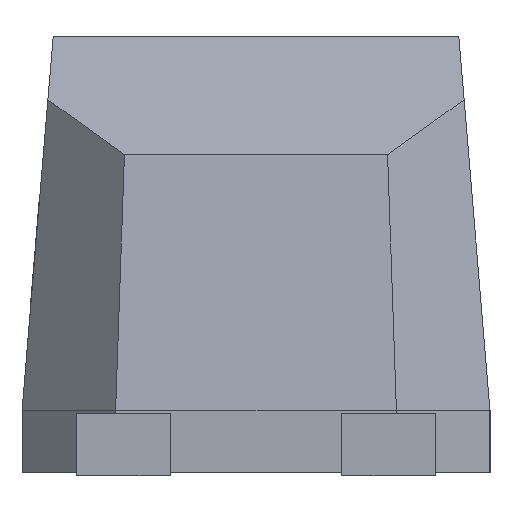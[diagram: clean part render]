
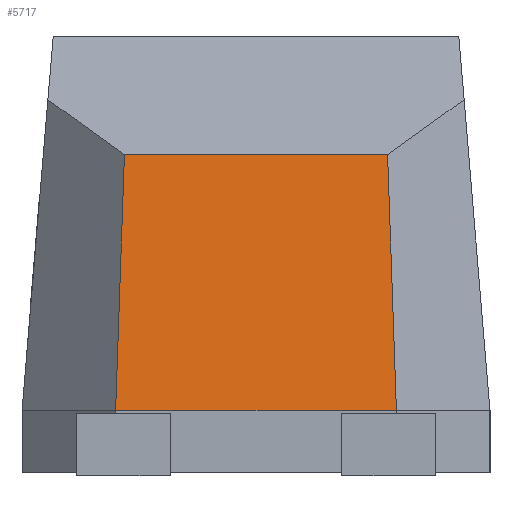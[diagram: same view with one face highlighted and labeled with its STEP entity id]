
A CAD part, left-side view. The second image highlights one B-rep face of the part: STEP entity #5717.
In plain terms, the highlighted planar face has unit normal (-0.997, 0, 0.083).
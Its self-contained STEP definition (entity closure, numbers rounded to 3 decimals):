
#659 = LINE ( 'NONE', #11952, #3422 ) ;
#711 = CARTESIAN_POINT ( 'NONE',  ( -3.35, 0.45, 0.21 ) ) ;
#872 = VECTOR ( 'NONE', #5193, 1000. ) ;
#1067 = LINE ( 'NONE', #8979, #6390 ) ;
#1125 = CARTESIAN_POINT ( 'NONE',  ( -3.249, -0.408, 1.424 ) ) ;
#1854 = CARTESIAN_POINT ( 'NONE',  ( -3.35, 0.45, 0.21 ) ) ;
#2532 = AXIS2_PLACEMENT_3D ( 'NONE', #6067, #10913, #4056 ) ;
#2974 = ORIENTED_EDGE ( 'NONE', *, *, #3498, .T. ) ;
#3422 = VECTOR ( 'NONE', #9996, 1000. ) ;
#3498 = EDGE_CURVE ( 'NONE', #12337, #10514, #1067, .T. ) ;
#3749 = ORIENTED_EDGE ( 'NONE', *, *, #10626, .F. ) ;
#3859 = CARTESIAN_POINT ( 'NONE',  ( -3.282, 0.422, 1.029 ) ) ;
#4056 = DIRECTION ( 'NONE',  ( 0., 1., 0. ) ) ;
#5193 = DIRECTION ( 'NONE',  ( -0.083, -0.034, -0.996 ) ) ;
#5717 = ADVANCED_FACE ( 'NONE', ( #10969 ), #11896, .T. ) ;
#6067 = CARTESIAN_POINT ( 'NONE',  ( -3.25, 0., 1.41 ) ) ;
#6390 = VECTOR ( 'NONE', #6961, 1000. ) ;
#6780 = DIRECTION ( 'NONE',  ( 0., 1., 0. ) ) ;
#6940 = VERTEX_POINT ( 'NONE', #8325 ) ;
#6961 = DIRECTION ( 'NONE',  ( -0.083, 0.034, -0.996 ) ) ;
#7731 = EDGE_LOOP ( 'NONE', ( #3749, #8650, #2974, #9258 ) ) ;
#8167 = LINE ( 'NONE', #1125, #872 ) ;
#8229 = VERTEX_POINT ( 'NONE', #9456 ) ;
#8325 = CARTESIAN_POINT ( 'NONE',  ( -3.35, -0.45, 0.21 ) ) ;
#8650 = ORIENTED_EDGE ( 'NONE', *, *, #10468, .T. ) ;
#8979 = CARTESIAN_POINT ( 'NONE',  ( -3.244, 0.406, 1.479 ) ) ;
#9120 = EDGE_CURVE ( 'NONE', #6940, #10514, #11996, .T. ) ;
#9258 = ORIENTED_EDGE ( 'NONE', *, *, #9120, .F. ) ;
#9456 = CARTESIAN_POINT ( 'NONE',  ( -3.282, -0.422, 1.029 ) ) ;
#9996 = DIRECTION ( 'NONE',  ( 0., 1., 0. ) ) ;
#10468 = EDGE_CURVE ( 'NONE', #8229, #12337, #659, .T. ) ;
#10514 = VERTEX_POINT ( 'NONE', #1854 ) ;
#10626 = EDGE_CURVE ( 'NONE', #8229, #6940, #8167, .T. ) ;
#10913 = DIRECTION ( 'NONE',  ( -0.997, 0., 0.083 ) ) ;
#10969 = FACE_OUTER_BOUND ( 'NONE', #7731, .T. ) ;
#11896 = PLANE ( 'NONE',  #2532 ) ;
#11952 = CARTESIAN_POINT ( 'NONE',  ( -3.282, 0., 1.029 ) ) ;
#11996 = LINE ( 'NONE', #711, #13136 ) ;
#12337 = VERTEX_POINT ( 'NONE', #3859 ) ;
#13136 = VECTOR ( 'NONE', #6780, 1000. ) ;
